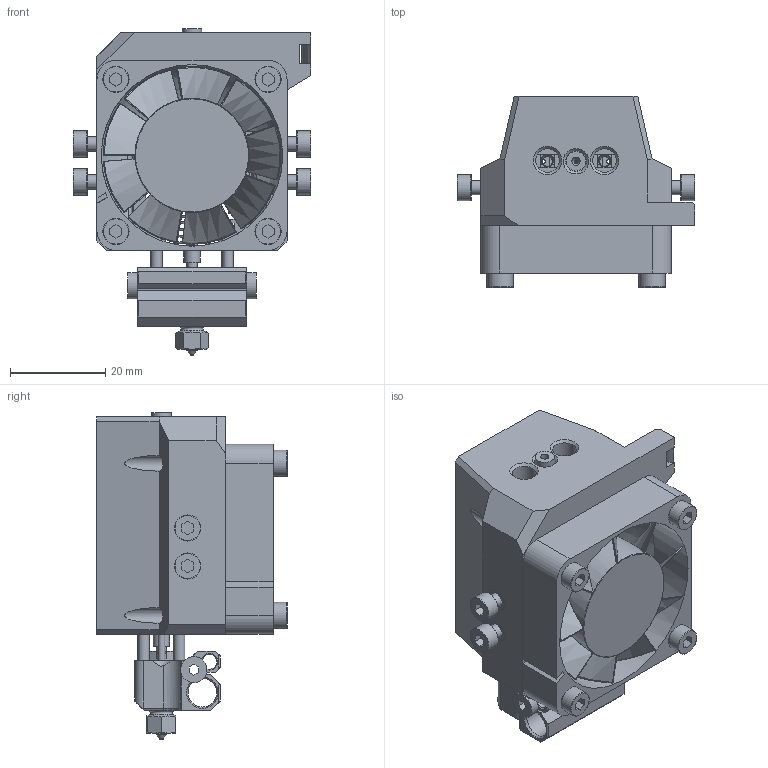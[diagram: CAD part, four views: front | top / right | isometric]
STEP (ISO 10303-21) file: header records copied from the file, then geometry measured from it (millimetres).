
FILE_DESCRIPTION(/* description */ (''),/* implementation_level */ '2;1');
FILE_NAME(/* name */ 'hotend_mosquito.step',/* time_stamp */ '2023-11-02T13:31:28-05:00',/* author */ (''),/* organization */ (''),/* preprocessor_version */ 'ST-DEVELOPER v20',/* originating_system */ 'Autodesk Translation Framework v12.14.0.127',/* authorisation */ '');
FILE_SCHEMA (('AUTOMOTIVE_DESIGN { 1 0 10303 214 3 1 1 }'));
Length unit declared in the file: millimetre
Products named in the file (35): Mosquito; Mosquito_1; mosquito_2; mosquito (1); mosquito (23); mosquito (20); mosquito (22); mosquito (2); mosquito (3); mosquito (4); mosquito (5); mosquito (6); mosquito (7); mosquito (8); mosquito (9); mosquito (10); mosquito (11); mosquito (12); mosquito (13); mosquito (14); mosquito (15); mosquito (16); mosquito (17); mosquito (21); mosquito (18); mosquito (19); PTFE_22.6_mm; hotend_mosquito; Fan Assembly; 4010 FAN; DIN 912 M3 20 mm; Mounting Screws; DIN 912 M3 6 mm; Inserts; PN596
Assembly tree (47 placements, depth 3):
  Mosquito
    Mosquito_1
      mosquito_2
      mosquito (1)
      mosquito (23)
      mosquito (20)
      mosquito (22)
      mosquito (2)
      mosquito (3)
      mosquito (4)
      mosquito (5)
      mosquito (6)
      mosquito (7)
      mosquito (8)
      mosquito (9)
      mosquito (10)
      mosquito (11)
      mosquito (12)
      mosquito (13)
      mosquito (14)
      mosquito (15)
      mosquito (16)
      mosquito (17)
      mosquito (21)
      mosquito (18)
      mosquito (19)
    PTFE_22.6_mm
    hotend_mosquito
    Fan Assembly
      DIN 912 M3 20 mm  x4
      4010 FAN
    Mounting Screws
      DIN 912 M3 6 mm  x4
    Inserts
      PN596  x8
Bounding box: 50 x 40.15 x 68.6 mm (x, y, z)
Volume: 33110.3 mm3; surface area: 29024.3 mm2
Topology: 19 solids, 43 shells, 1721 faces, 4770 edges, 3145 vertices
Faces by surface type: bspline 765, plane 444, cylinder 380, cone 92, torus 40
Full cylindrical faces by diameter (mm): 0.4 x1, 1.1 x2, 1.4 x2, 1.6 x2, 1.75 x1, 1.95 x1, 2 x4, 2.05 x4, 2.15 x1, 2.16 x4, 2.18 x1, 2.19 x1, 2.38 x4, 2.8 x12, 2.9 x8, 3 x8, 3.1 x3, 3.3 x8, 3.4 x1, 4.1 x2, 4.2 x8, 4.25 x8, 4.35 x1, 4.6 x8, 4.7 x8, 4.9 x2, 5 x2, 5.5 x10, 6 x1, 6.03 x1
Entity records: 33388 total; most frequent: CARTESIAN_POINT 12627, ORIENTED_EDGE 4409, DIRECTION 3721, EDGE_CURVE 2256, VERTEX_POINT 1485, AXIS2_PLACEMENT_3D 1372, LINE 977, VECTOR 977
